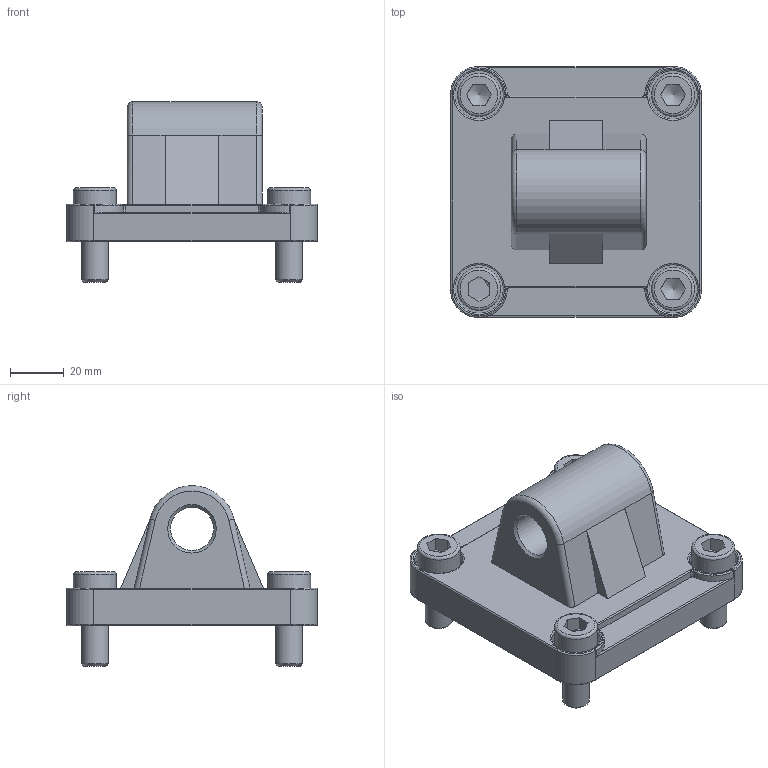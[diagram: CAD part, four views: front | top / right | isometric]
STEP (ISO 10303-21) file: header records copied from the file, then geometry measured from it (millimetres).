
FILE_DESCRIPTION(/* description */ (''),/* implementation_level */ '2;1');
FILE_NAME(/* name */ 'CAD_83091.stp',/* time_stamp */ '2018-02-16T12:51:26+01:00',/* author */ ('Hypex'),/* organization */ ('Hypex'),/* preprocessor_version */ 'ST-DEVELOPER v17',/* originating_system */ 'Autodesk Inventor 2018',/* authorisation */ '');
FILE_SCHEMA (('AUTOMOTIVE_DESIGN { 1 0 10303 214 3 1 1 }'));
Length unit declared in the file: millimetre
Products named in the file (1): CAD_83091
Bounding box: 93 x 93 x 67 mm (x, y, z)
Volume: 168876.7 mm3; surface area: 38312 mm2
Topology: 5 solids, 5 shells, 161 faces, 400 edges, 255 vertices
Faces by surface type: plane 63, cylinder 49, torus 26, cone 19, bspline 4
Full cylindrical faces by diameter (mm): 10 x4, 11 x4, 16 x5, 18 x4, 45 x1
Entity records: 5259 total; most frequent: CARTESIAN_POINT 1181, DIRECTION 851, ORIENTED_EDGE 784, EDGE_CURVE 392, AXIS2_PLACEMENT_3D 341, VERTEX_POINT 255, EDGE_LOOP 185, CIRCLE 179
